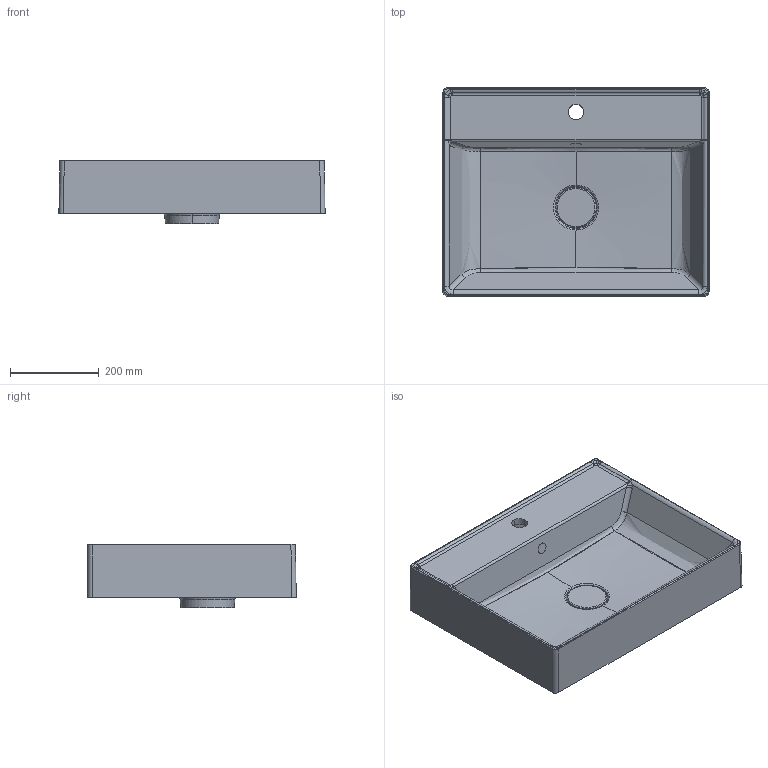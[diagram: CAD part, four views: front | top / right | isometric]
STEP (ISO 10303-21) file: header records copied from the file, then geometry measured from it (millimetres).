
FILE_DESCRIPTION(/* description */ (''),/* implementation_level */ '2;1');
FILE_NAME(/* name */ 'APEROL 60x47',/* time_stamp */ '2023-06-20T13:35:40+02:00',/* author */ (''),/* organization */ (''),/* preprocessor_version */ 'ST-DEVELOPER v16.5',/* originating_system */ 'Rhino 7.29',/* authorisation */ '');
FILE_SCHEMA (('CONFIG_CONTROL_DESIGN'));
Length unit declared in the file: millimetre
Products named in the file (1): Document
Bounding box: 600 x 470 x 144 mm (x, y, z)
Volume: 75959.3 mm3; surface area: 1106389.1 mm2
Topology: 1 solids, 187 shells, 192 faces, 874 edges, 864 vertices
Faces by surface type: bspline 117, cylinder 50, plane 25
Entity records: 15336 total; most frequent: CARTESIAN_POINT 10982, ORIENTED_EDGE 878, EDGE_CURVE 868, VERTEX_POINT 864, B_SPLINE_CURVE_WITH_KNOTS 452, EDGE_LOOP 203, ADVANCED_FACE 192, FACE_OUTER_BOUND 192
